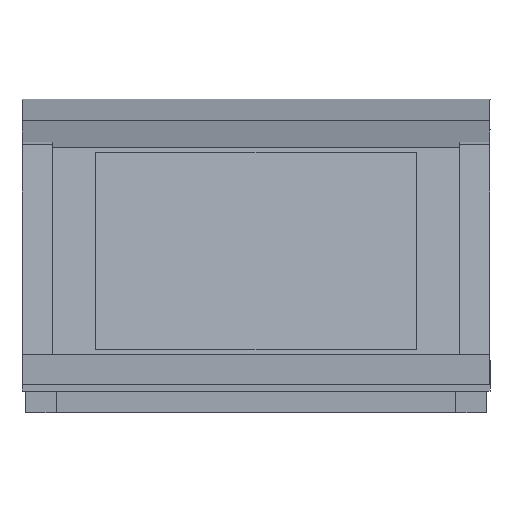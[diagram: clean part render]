
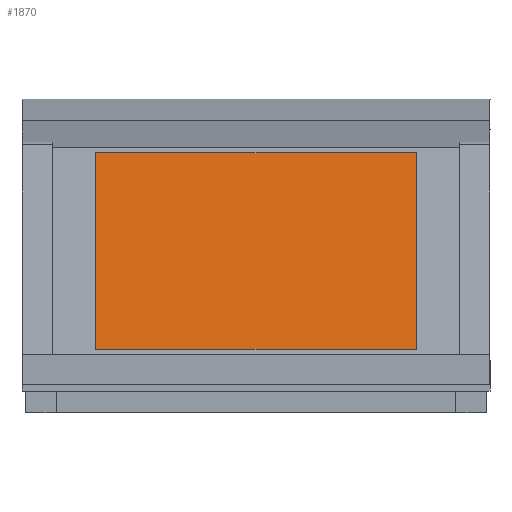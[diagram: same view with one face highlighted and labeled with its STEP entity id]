
A CAD part, front view. The second image highlights one B-rep face of the part: STEP entity #1870.
In plain terms, the highlighted face is planar.
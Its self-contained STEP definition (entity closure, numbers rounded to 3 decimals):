
#49 = VERTEX_POINT ( 'NONE', #2666 ) ;
#51 = AXIS2_PLACEMENT_3D ( 'NONE', #874, #863, #1659 ) ;
#69 = VECTOR ( 'NONE', #1718, 1000. ) ;
#106 = EDGE_CURVE ( 'NONE', #2159, #2386, #1803, .T. ) ;
#316 = VECTOR ( 'NONE', #1695, 1000. ) ;
#712 = DIRECTION ( 'NONE',  ( -1., 0., 0. ) ) ;
#863 = DIRECTION ( 'NONE',  ( 0., -1., 0. ) ) ;
#874 = CARTESIAN_POINT ( 'NONE',  ( 0., -14.4, 0. ) ) ;
#1135 = LINE ( 'NONE', #1674, #316 ) ;
#1436 = LINE ( 'NONE', #2484, #1681 ) ;
#1612 = ORIENTED_EDGE ( 'NONE', *, *, #1914, .T. ) ;
#1659 = DIRECTION ( 'NONE',  ( 0., 0., -1. ) ) ;
#1674 = CARTESIAN_POINT ( 'NONE',  ( 193.5, -14.4, -94. ) ) ;
#1681 = VECTOR ( 'NONE', #712, 1000. ) ;
#1695 = DIRECTION ( 'NONE',  ( 1., 0., 0. ) ) ;
#1718 = DIRECTION ( 'NONE',  ( 0., 0., 1. ) ) ;
#1722 = LINE ( 'NONE', #3032, #69 ) ;
#1795 = ORIENTED_EDGE ( 'NONE', *, *, #106, .T. ) ;
#1803 = LINE ( 'NONE', #2125, #2409 ) ;
#1870 = ADVANCED_FACE ( 'NONE', ( #2105 ), #1923, .T. ) ;
#1914 = EDGE_CURVE ( 'NONE', #2203, #2159, #1436, .T. ) ;
#1923 = PLANE ( 'NONE',  #51 ) ;
#2078 = EDGE_LOOP ( 'NONE', ( #1612, #1795, #3040, #3070 ) ) ;
#2105 = FACE_OUTER_BOUND ( 'NONE', #2078, .T. ) ;
#2125 = CARTESIAN_POINT ( 'NONE',  ( -152.5, -14.4, -99. ) ) ;
#2159 = VERTEX_POINT ( 'NONE', #2641 ) ;
#2203 = VERTEX_POINT ( 'NONE', #3422 ) ;
#2386 = VERTEX_POINT ( 'NONE', #2512 ) ;
#2409 = VECTOR ( 'NONE', #2938, 1000. ) ;
#2484 = CARTESIAN_POINT ( 'NONE',  ( 193.5, -14.4, 94. ) ) ;
#2498 = EDGE_CURVE ( 'NONE', #2386, #49, #1135, .T. ) ;
#2512 = CARTESIAN_POINT ( 'NONE',  ( -152.5, -14.4, -94. ) ) ;
#2641 = CARTESIAN_POINT ( 'NONE',  ( -152.5, -14.4, 94. ) ) ;
#2666 = CARTESIAN_POINT ( 'NONE',  ( 152.5, -14.4, -94. ) ) ;
#2938 = DIRECTION ( 'NONE',  ( 0., 0., -1. ) ) ;
#3032 = CARTESIAN_POINT ( 'NONE',  ( 152.5, -14.4, -99. ) ) ;
#3040 = ORIENTED_EDGE ( 'NONE', *, *, #2498, .T. ) ;
#3070 = ORIENTED_EDGE ( 'NONE', *, *, #3225, .T. ) ;
#3225 = EDGE_CURVE ( 'NONE', #49, #2203, #1722, .T. ) ;
#3422 = CARTESIAN_POINT ( 'NONE',  ( 152.5, -14.4, 94. ) ) ;
